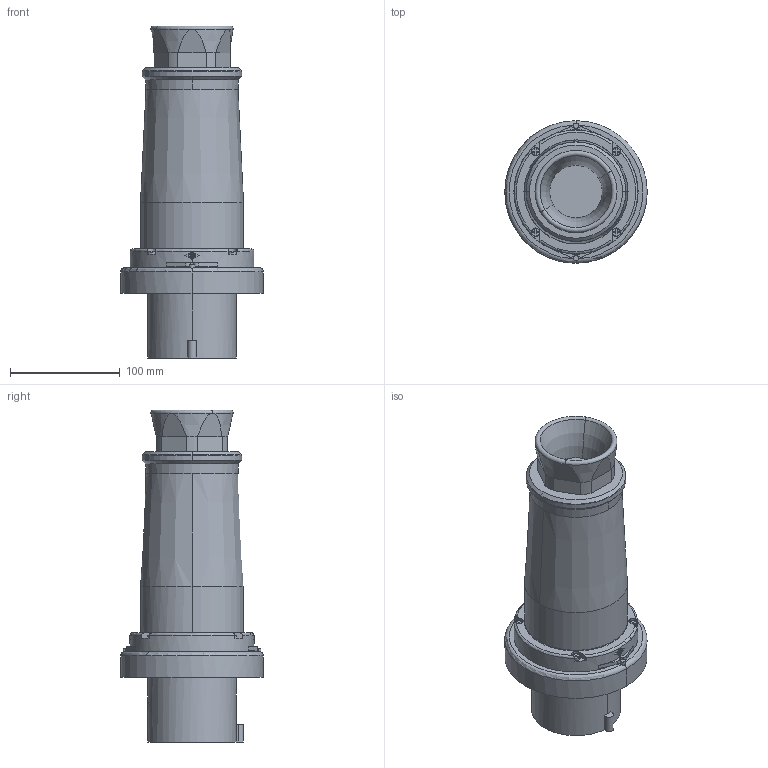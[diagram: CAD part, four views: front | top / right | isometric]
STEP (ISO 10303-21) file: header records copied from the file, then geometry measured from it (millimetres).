
FILE_DESCRIPTION(('Creo Elements/Direct Modeling STEP Export'),'2;1');
FILE_NAME('0lndqdl59287jad5560','2021-02-04T16:30:26',(''),(''),'Creo Elements/Direct Modeling STEP processor for AP214 (Solid Model)','Creo Elements/Direct Modeling 20.1B 02-Apr-2019 (C) Parametric Technology GmbH','');
FILE_SCHEMA(('AUTOMOTIVE_DESIGN { 1 0 10303 214 1 1 1 1 }'));
Length unit declared in the file: millimetre
Products named in the file (2): PEW_12565_SV
Assembly tree (1 placements, depth 2):
  PEW_12565_SV
    PEW_12565_SV
Bounding box: 130 x 130 x 303 mm (x, y, z)
Volume: 1523469.5 mm3; surface area: 170249.6 mm2
Topology: 1 solids, 5 shells, 403 faces, 1094 edges, 741 vertices
Faces by surface type: plane 191, cylinder 150, torus 36, cone 26
Entity records: 21105 total; most frequent: CARTESIAN_POINT 9872, ORIENTED_EDGE 2188, DIRECTION 1870, EDGE_CURVE 1094, VERTEX_POINT 741, AXIS2_PLACEMENT_3D 693, VECTOR 484, LINE 484
